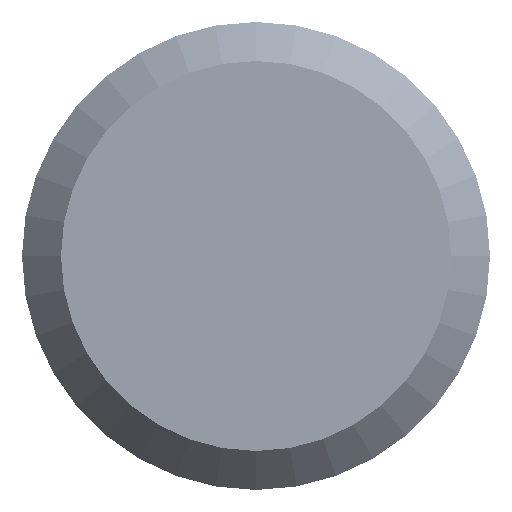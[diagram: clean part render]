
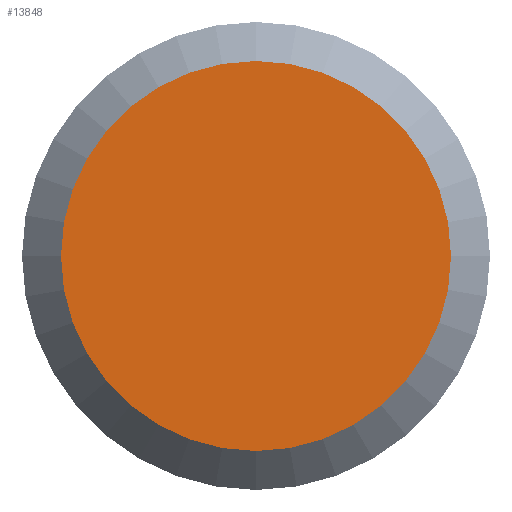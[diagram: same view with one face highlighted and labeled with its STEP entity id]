
A CAD part, left-side view. The second image highlights one B-rep face of the part: STEP entity #13848.
In plain terms, the highlighted planar face has unit normal (-1, 0, 0).
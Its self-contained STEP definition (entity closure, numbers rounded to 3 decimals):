
#1485 = AXIS2_PLACEMENT_3D ( 'NONE', #5099, #42118, #10403 ) ;
#1904 = DIRECTION ( 'NONE',  ( 1., 0., 0. ) ) ;
#5099 = CARTESIAN_POINT ( 'NONE',  ( 7.95, 0., 0. ) ) ;
#10403 = DIRECTION ( 'NONE',  ( 0., 0., -1. ) ) ;
#12344 = PLANE ( 'NONE',  #45177 ) ;
#13848 = ADVANCED_FACE ( 'NONE', ( #60906 ), #12344, .F. ) ;
#14457 = EDGE_LOOP ( 'NONE', ( #14628 ) ) ;
#14628 = ORIENTED_EDGE ( 'NONE', *, *, #16999, .T. ) ;
#16999 = EDGE_CURVE ( 'NONE', #26066, #26066, #28175, .T. ) ;
#26066 = VERTEX_POINT ( 'NONE', #67496 ) ;
#28175 = CIRCLE ( 'NONE', #1485, 5. ) ;
#38979 = DIRECTION ( 'NONE',  ( 0., 0., -1. ) ) ;
#42118 = DIRECTION ( 'NONE',  ( -1., 0., 0. ) ) ;
#45177 = AXIS2_PLACEMENT_3D ( 'NONE', #59959, #1904, #38979 ) ;
#59959 = CARTESIAN_POINT ( 'NONE',  ( 7.95, 10.392, 0. ) ) ;
#60906 = FACE_OUTER_BOUND ( 'NONE', #14457, .T. ) ;
#67496 = CARTESIAN_POINT ( 'NONE',  ( 7.95, 0., -5. ) ) ;
